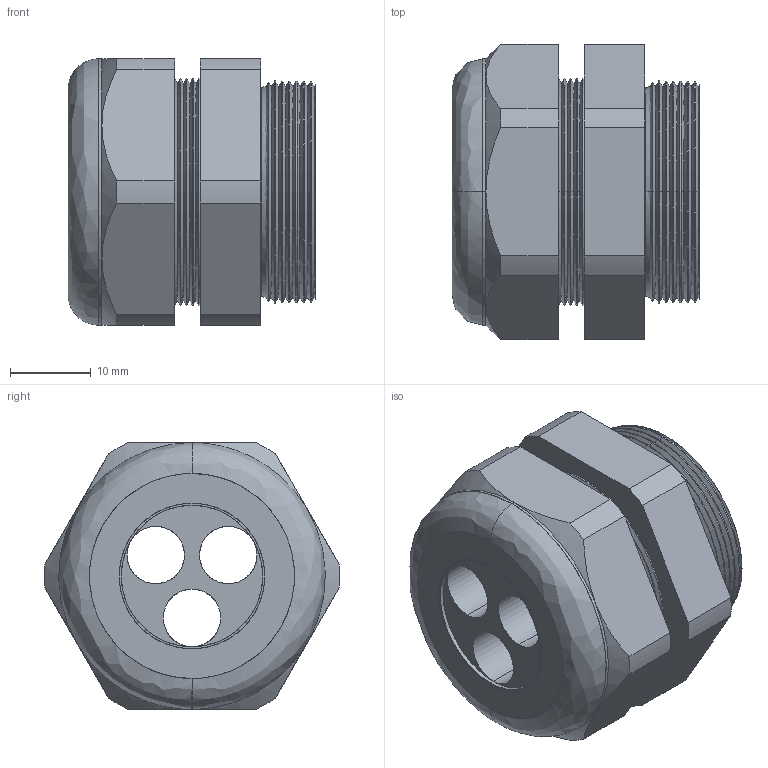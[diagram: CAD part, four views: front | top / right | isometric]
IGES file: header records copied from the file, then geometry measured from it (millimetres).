
Start section: SolidWorks IGES file using analytic representation for surfaces
Global section: file name: CD21A2-BR.IGS; native system: SolidWorks 2007; preprocessor: SolidWorks 2007; author: BSI server; date: 081215.172804; units: inch
Bounding box: 30.73 x 36.64 x 33.02 mm (x, y, z)
Surface area: 8811.8 mm2 (no closed solid volume)
Topology: 0 solids, 0 shells, 126 faces, 1230 edges, 1230 vertices
Faces by surface type: revolution 100, bspline 26
